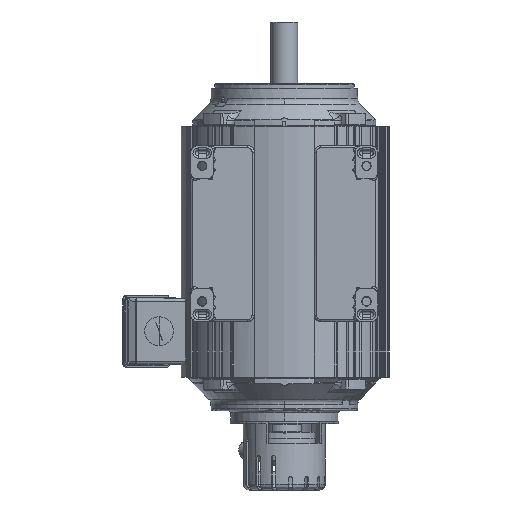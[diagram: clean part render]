
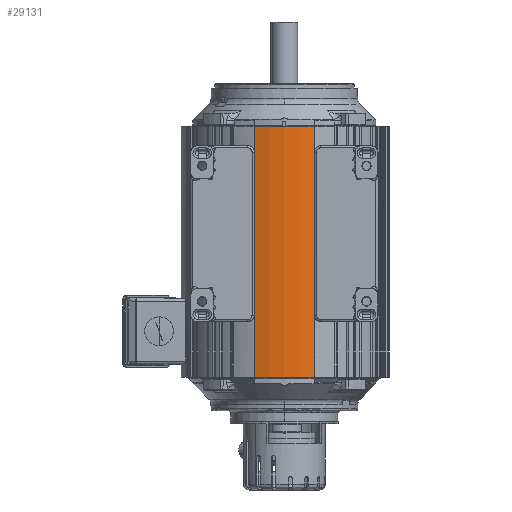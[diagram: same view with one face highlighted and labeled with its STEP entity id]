
A CAD part, front view. The second image highlights one B-rep face of the part: STEP entity #29131.
In plain terms, the highlighted cylindrical face has radius 140.494 mm (diameter 280.988 mm), a partial arc.
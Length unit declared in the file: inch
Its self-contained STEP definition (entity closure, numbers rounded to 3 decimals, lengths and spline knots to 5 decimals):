
#5191 = VECTOR ( 'NONE', #60062, 39.37008 ) ;
#13250 = DIRECTION ( 'NONE',  ( 0., 0., -1. ) ) ;
#15591 = EDGE_CURVE ( 'NONE', #65591, #62755, #44353, .T. ) ;
#16437 = ORIENTED_EDGE ( 'NONE', *, *, #74453, .T. ) ;
#27706 = VERTEX_POINT ( 'NONE', #98704 ) ;
#29131 = ADVANCED_FACE ( 'NONE', ( #40771 ), #97395, .T. ) ;
#29402 = EDGE_CURVE ( 'NONE', #65591, #83901, #43957, .T. ) ;
#36158 = CARTESIAN_POINT ( 'NONE',  ( 1.82026, -5.22318, -14.56772 ) ) ;
#37124 = EDGE_CURVE ( 'NONE', #83901, #27706, #80303, .T. ) ;
#38638 = CARTESIAN_POINT ( 'NONE',  ( 0., 0., 7.607 ) ) ;
#38879 = CARTESIAN_POINT ( 'NONE',  ( -1.8187, -5.22372, -14.56772 ) ) ;
#40589 = ORIENTED_EDGE ( 'NONE', *, *, #37124, .T. ) ;
#40771 = FACE_OUTER_BOUND ( 'NONE', #95932, .T. ) ;
#41268 = DIRECTION ( 'NONE',  ( 0., 0., 1. ) ) ;
#41308 = CARTESIAN_POINT ( 'NONE',  ( -1.8187, -5.22372, -7.673 ) ) ;
#42317 = CARTESIAN_POINT ( 'NONE',  ( 0., 0., -14.56772 ) ) ;
#43957 = LINE ( 'NONE', #36158, #5191 ) ;
#44353 = CIRCLE ( 'NONE', #99101, 5.53127 ) ;
#47750 = LINE ( 'NONE', #38879, #90152 ) ;
#47843 = ORIENTED_EDGE ( 'NONE', *, *, #29402, .T. ) ;
#48813 = AXIS2_PLACEMENT_3D ( 'NONE', #38638, #13250, #68862 ) ;
#50663 = DIRECTION ( 'NONE',  ( 1., 0., 0. ) ) ;
#51268 = ORIENTED_EDGE ( 'NONE', *, *, #15591, .F. ) ;
#53869 = DIRECTION ( 'NONE',  ( 1., 0., 0. ) ) ;
#60062 = DIRECTION ( 'NONE',  ( 0., 0., 1. ) ) ;
#62138 = DIRECTION ( 'NONE',  ( 0., 0., -1. ) ) ;
#62755 = VERTEX_POINT ( 'NONE', #41308 ) ;
#65591 = VERTEX_POINT ( 'NONE', #78002 ) ;
#68862 = DIRECTION ( 'NONE',  ( 1., 0., 0. ) ) ;
#69083 = CARTESIAN_POINT ( 'NONE',  ( 1.82026, -5.22318, 7.607 ) ) ;
#74453 = EDGE_CURVE ( 'NONE', #27706, #62755, #47750, .T. ) ;
#77388 = DIRECTION ( 'NONE',  ( 0., 0., -1. ) ) ;
#78002 = CARTESIAN_POINT ( 'NONE',  ( 1.82026, -5.22318, -7.673 ) ) ;
#80303 = CIRCLE ( 'NONE', #48813, 5.53127 ) ;
#83166 = AXIS2_PLACEMENT_3D ( 'NONE', #42317, #41268, #50663 ) ;
#83901 = VERTEX_POINT ( 'NONE', #69083 ) ;
#86098 = CARTESIAN_POINT ( 'NONE',  ( 0., 0., -7.673 ) ) ;
#90152 = VECTOR ( 'NONE', #77388, 39.37008 ) ;
#95932 = EDGE_LOOP ( 'NONE', ( #16437, #51268, #47843, #40589 ) ) ;
#97395 = CYLINDRICAL_SURFACE ( 'NONE', #83166, 5.53127 ) ;
#98704 = CARTESIAN_POINT ( 'NONE',  ( -1.8187, -5.22372, 7.607 ) ) ;
#99101 = AXIS2_PLACEMENT_3D ( 'NONE', #86098, #62138, #53869 ) ;
